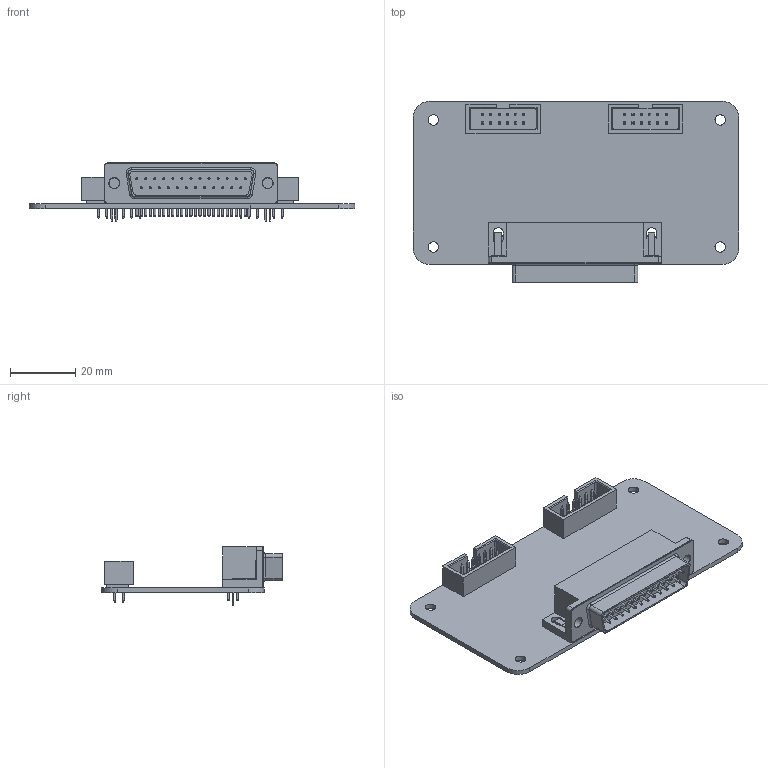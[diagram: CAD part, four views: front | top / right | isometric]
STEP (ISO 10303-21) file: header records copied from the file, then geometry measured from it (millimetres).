
FILE_DESCRIPTION(('KiCad electronic assembly'),'2;1');
FILE_NAME('GPIO DB25 Helper.step','2025-09-29T01:58:51',('Pcbnew'),( 'Kicad'),'Open CASCADE STEP processor 7.8','KiCad to STEP converter' ,'Unknown');
FILE_SCHEMA(('AUTOMOTIVE_DESIGN { 1 0 10303 214 1 1 1 1 }'));
Length unit declared in the file: millimetre
Products named in the file (6): GPIO DB25 Helper 1; 0702461201; SOLID; COMPOUND; DSUB-25_Pins_Horizontal_P2.77x2.84mm_EdgePinOffset7.70mm_Housed_
MountingHolesOffset9.12mm; GPIO DB25 Helper_PCB
Assembly tree (6 placements, depth 3):
  GPIO DB25 Helper 1
    0702461201  x2
      SOLID
      COMPOUND
    DSUB-25_Pins_Horizontal_P2.77x2.84mm_EdgePinOffset7.70mm_Housed_
MountingHolesOffset9.12mm
    GPIO DB25 Helper_PCB
Bounding box: 100 x 55.61 x 17.9 mm (x, y, z)
Volume: 17117.2 mm3; surface area: 18507.5 mm2
Topology: 4 solids, 5 shells, 979 faces, 2371 edges, 1530 vertices
Faces by surface type: plane 732, cylinder 179, torus 60, cone 4, revolution 4
Full cylindrical faces by diameter (mm): 0.64 x75, 1 x49, 3.2 x8, 4 x2
Entity records: 24086 total; most frequent: CARTESIAN_POINT 3798, DIRECTION 3444, ORIENTED_EDGE 3168, EDGE_CURVE 1584, AXIS2_PLACEMENT_3D 1168, LINE 1104, VECTOR 1104, VERTEX_POINT 984
